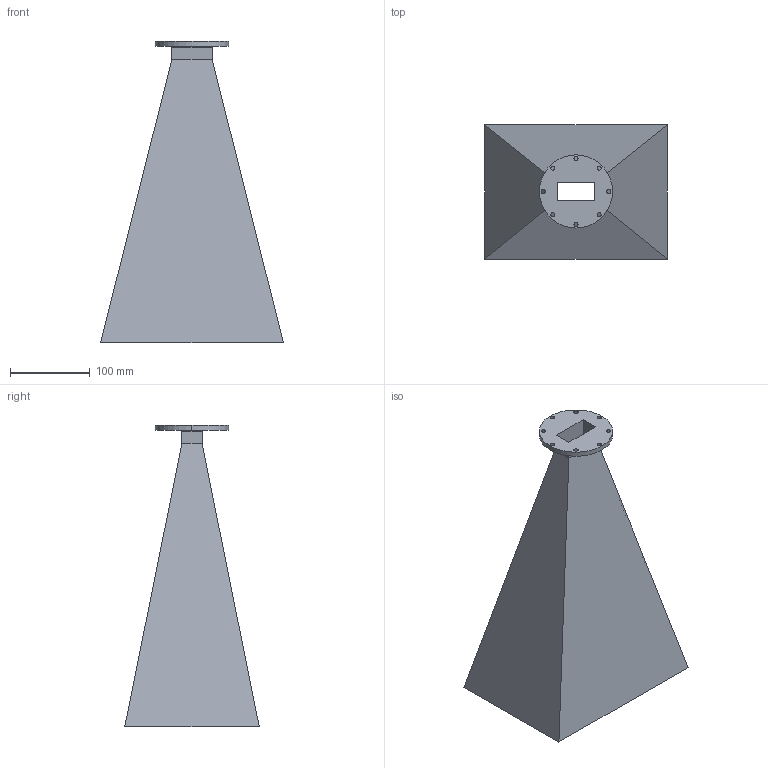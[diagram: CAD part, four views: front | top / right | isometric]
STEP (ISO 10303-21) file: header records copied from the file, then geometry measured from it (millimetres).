
FILE_DESCRIPTION (( 'STEP AP203' ), '1' );
FILE_NAME ('SH1187-20.step', '2018-05-03T15:56:44', ( '' ), ( '' ), 'SwSTEP 2.0', 'SolidWorks 2017', '' );
FILE_SCHEMA (( 'CONFIG_CONTROL_DESIGN' ));
Length unit declared in the file: inch
Products named in the file (1): SH1187-20
Bounding box: 229.72 x 169.01 x 379.1 mm (x, y, z)
Volume: 298659.7 mm3; surface area: 361963.1 mm2
Topology: 1 solids, 1 shells, 45 faces, 118 edges, 72 vertices
Faces by surface type: cylinder 22, plane 19, torus 4
Entity records: 1479 total; most frequent: DIRECTION 250, CARTESIAN_POINT 244, ORIENTED_EDGE 228, EDGE_CURVE 114, AXIS2_PLACEMENT_3D 94, VERTEX_POINT 72, EDGE_LOOP 64, LINE 62
